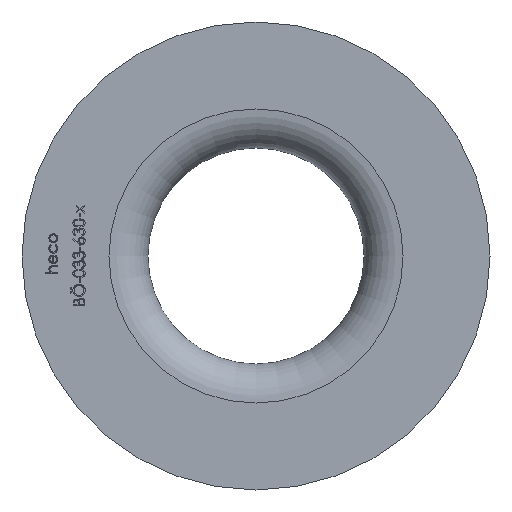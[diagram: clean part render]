
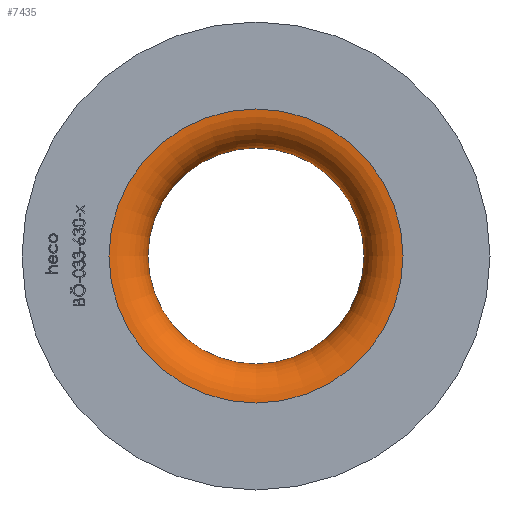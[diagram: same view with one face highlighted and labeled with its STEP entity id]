
A CAD part, left-side view. The second image highlights one B-rep face of the part: STEP entity #7435.
In plain terms, the highlighted toroidal (fillet/blend) face has major radius 18.85 mm and minor radius 5 mm.
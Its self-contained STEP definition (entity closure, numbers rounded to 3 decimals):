
#476 = DIRECTION ( 'NONE',  ( 0., 0., -1. ) ) ;
#591 = EDGE_CURVE ( 'NONE', #14880, #14880, #14289, .T. ) ;
#1790 = DIRECTION ( 'NONE',  ( 0., 0., -1. ) ) ;
#1918 = EDGE_LOOP ( 'NONE', ( #6631 ) ) ;
#2488 = CARTESIAN_POINT ( 'NONE',  ( 5., 0., 0. ) ) ;
#4223 = DIRECTION ( 'NONE',  ( -1., 0., 0. ) ) ;
#4368 = ORIENTED_EDGE ( 'NONE', *, *, #14591, .F. ) ;
#4603 = CARTESIAN_POINT ( 'NONE',  ( 0., 0., -18.85 ) ) ;
#6631 = ORIENTED_EDGE ( 'NONE', *, *, #591, .F. ) ;
#6711 = AXIS2_PLACEMENT_3D ( 'NONE', #9502, #4223, #476 ) ;
#7435 = ADVANCED_FACE ( 'NONE', ( #11354, #13988 ), #13969, .T. ) ;
#7772 = DIRECTION ( 'NONE',  ( 1., 0., 0. ) ) ;
#8273 = AXIS2_PLACEMENT_3D ( 'NONE', #2488, #7772, #15355 ) ;
#9502 = CARTESIAN_POINT ( 'NONE',  ( 5., 0., 0. ) ) ;
#11126 = CARTESIAN_POINT ( 'NONE',  ( 5., 0., -13.85 ) ) ;
#11354 = FACE_OUTER_BOUND ( 'NONE', #15949, .T. ) ;
#12339 = CARTESIAN_POINT ( 'NONE',  ( 0., 0., 0. ) ) ;
#13429 = DIRECTION ( 'NONE',  ( 1., 0., 0. ) ) ;
#13600 = VERTEX_POINT ( 'NONE', #4603 ) ;
#13969 = TOROIDAL_SURFACE ( 'NONE', #8273, 18.85, 5. ) ;
#13988 = FACE_OUTER_BOUND ( 'NONE', #1918, .T. ) ;
#14072 = AXIS2_PLACEMENT_3D ( 'NONE', #12339, #13429, #1790 ) ;
#14289 = CIRCLE ( 'NONE', #6711, 13.85 ) ;
#14591 = EDGE_CURVE ( 'NONE', #13600, #13600, #15987, .T. ) ;
#14880 = VERTEX_POINT ( 'NONE', #11126 ) ;
#15355 = DIRECTION ( 'NONE',  ( 0., 0., -1. ) ) ;
#15949 = EDGE_LOOP ( 'NONE', ( #4368 ) ) ;
#15987 = CIRCLE ( 'NONE', #14072, 18.85 ) ;
